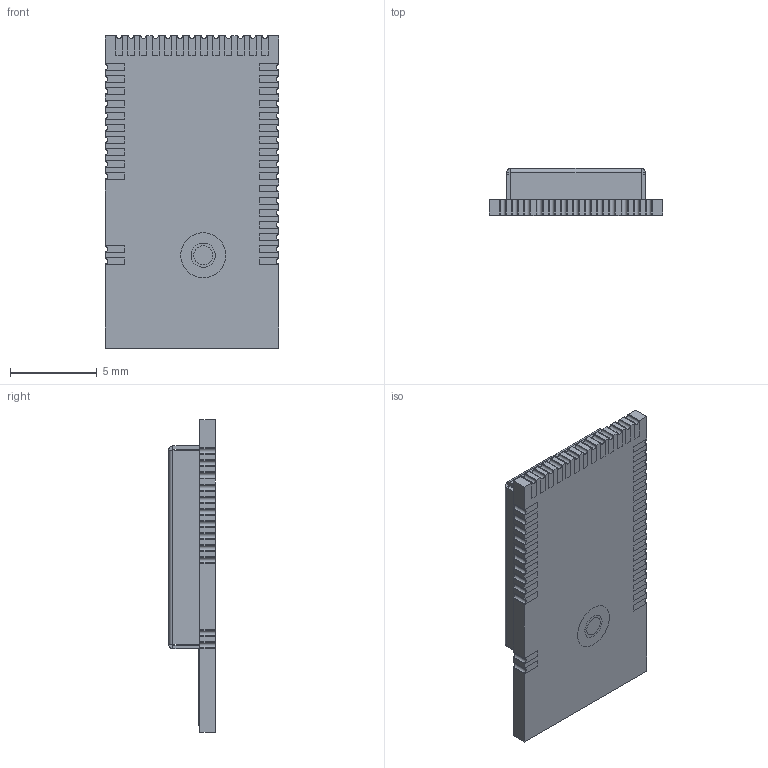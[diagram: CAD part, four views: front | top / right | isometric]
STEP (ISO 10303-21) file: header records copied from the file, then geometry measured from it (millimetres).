
FILE_DESCRIPTION (( 'STEP AP214' ), '1' );
FILE_NAME ('317030027.STEP', '2022-07-29T03:32:36', ( '' ), ( '' ), 'SwSTEP 2.0', 'SolidWorks 2017', '' );
FILE_SCHEMA (( 'AUTOMOTIVE_DESIGN' ));
Length unit declared in the file: millimetre
Products named in the file (1): 317030027
Bounding box: 10 x 2.7 x 18 mm (x, y, z)
Volume: 191.5 mm3; surface area: 883.3 mm2
Topology: 46 solids, 46 shells, 799 faces, 2077 edges, 1374 vertices
Faces by surface type: plane 720, cylinder 79
Entity records: 24476 total; most frequent: CARTESIAN_POINT 4251, ORIENTED_EDGE 4154, DIRECTION 3835, EDGE_CURVE 2077, VECTOR 1919, LINE 1919, VERTEX_POINT 1374, AXIS2_PLACEMENT_3D 958
